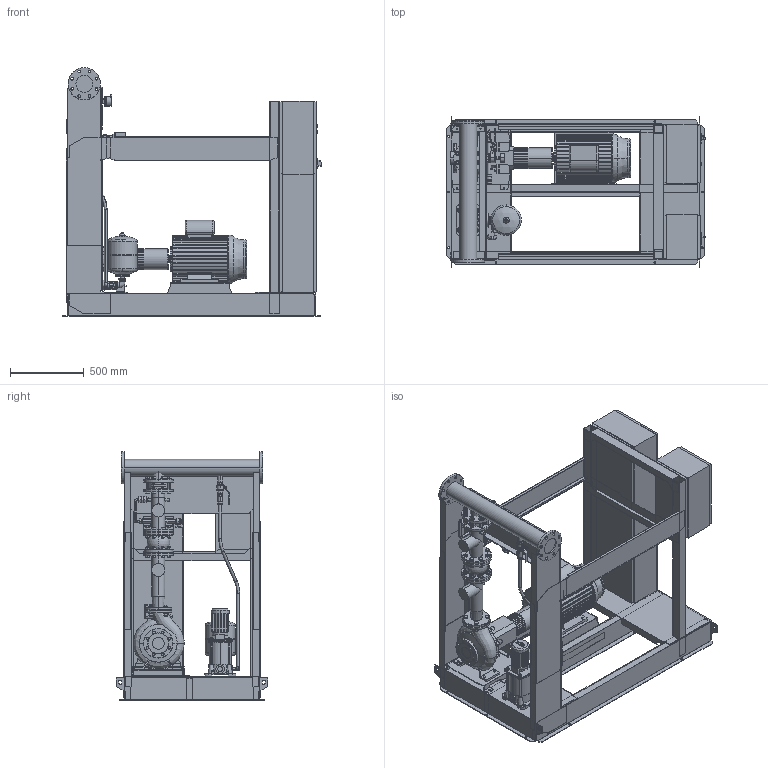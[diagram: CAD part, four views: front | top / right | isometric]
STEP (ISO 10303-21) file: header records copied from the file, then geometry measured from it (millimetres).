
FILE_DESCRIPTION((''),'2;1');
FILE_NAME('3d_Sifire-EN-65_200-185-18.5_0.55EJ-4183749.stp','2015-05-26T07:15:58',(''),(''),'Mechanical Desktop 2009','Mechanical Desktop 2009',', , ');
FILE_SCHEMA(('CONFIG_CONTROL_DESIGN'));
Length unit declared in the file: millimetre
Products named in the file (1): Product
Bounding box: 1754.5 x 1026 x 1690 mm (x, y, z)
Volume: 294156577.8 mm3; surface area: 22757064.5 mm2
Topology: 173 solids, 173 shells, 4139 faces, 10065 edges, 6368 vertices
Faces by surface type: plane 1566, bspline 1165, cylinder 852, cone 430, torus 98, sphere 28
Entity records: 132502 total; most frequent: CARTESIAN_POINT 40662, ORIENTED_EDGE 20082, DIRECTION 17567, EDGE_CURVE 10041, VERTEX_POINT 6367, AXIS2_PLACEMENT_3D 6092, VECTOR 5383, LINE 5383
